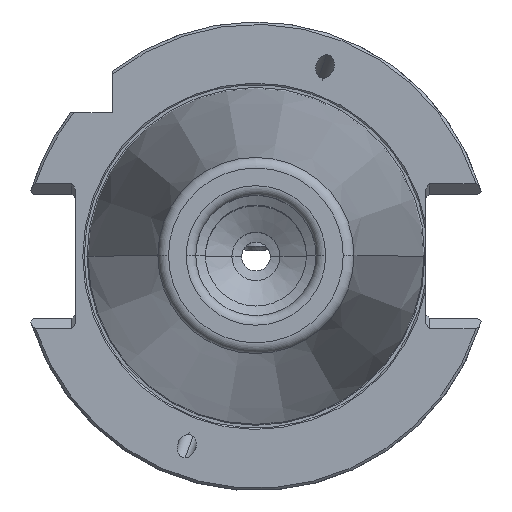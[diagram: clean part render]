
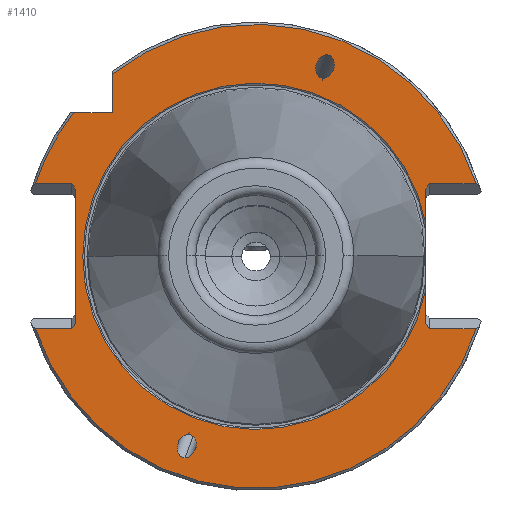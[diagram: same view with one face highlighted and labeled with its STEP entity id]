
A CAD part, top view. The second image highlights one B-rep face of the part: STEP entity #1410.
In plain terms, the highlighted planar face has unit normal (0, 0, 1).
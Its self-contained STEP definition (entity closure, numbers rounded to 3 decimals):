
#956=EDGE_CURVE('NONE',#2680,#1176,#2810,.T.);
#1160=VERTEX_POINT('NONE',#3029);
#1170=EDGE_CURVE('NONE',#1560,#2746,#3039,.T.);
#1174=VERTEX_POINT('NONE',#3043);
#1176=VERTEX_POINT('NONE',#3045);
#1236=VERTEX_POINT('NONE',#3118);
#1238=EDGE_CURVE('NONE',#1566,#1594,#3120,.T.);
#1264=EDGE_CURVE('NONE',#1566,#2344,#3148,.T.);
#1296=VERTEX_POINT('NONE',#3185);
#1312=EDGE_CURVE('NONE',#1598,#2736,#3204,.T.);
#1332=VERTEX_POINT('NONE',#3226);
#1364=EDGE_CURVE('NONE',#2012,#2736,#3261,.T.);
#1410=ADVANCED_FACE('NONE',(#3314,#3315,#3316),#3317,.F.);
#1560=VERTEX_POINT('NONE',#3483);
#1566=VERTEX_POINT('NONE',#3490);
#1594=VERTEX_POINT('NONE',#3520);
#1598=VERTEX_POINT('NONE',#3524);
#1698=VERTEX_POINT('NONE',#3633);
#1830=VERTEX_POINT('NONE',#3786);
#1856=EDGE_CURVE('NONE',#2314,#2644,#3814,.T.);
#1940=EDGE_CURVE('NONE',#2012,#2130,#3906,.T.);
#1968=EDGE_CURVE('NONE',#1160,#1296,#3936,.T.);
#1970=EDGE_CURVE('NONE',#1236,#2130,#3938,.T.);
#1976=EDGE_CURVE('NONE',#1698,#1830,#3944,.T.);
#1984=EDGE_CURVE('NONE',#1594,#2644,#3954,.T.);
#2012=VERTEX_POINT('NONE',#3983);
#2014=EDGE_CURVE('NONE',#2344,#1174,#3985,.T.);
#2130=VERTEX_POINT('NONE',#4112);
#2174=EDGE_CURVE('NONE',#1830,#2314,#4163,.T.);
#2188=VERTEX_POINT('NONE',#4179);
#2284=VERTEX_POINT('NONE',#4285);
#2314=VERTEX_POINT('NONE',#4317);
#2340=EDGE_CURVE('NONE',#2188,#2746,#4347,.T.);
#2344=VERTEX_POINT('NONE',#4353);
#2360=EDGE_CURVE('NONE',#1236,#1698,#4369,.T.);
#2412=EDGE_CURVE('NONE',#1598,#1332,#4426,.T.);
#2492=EDGE_CURVE('NONE',#1176,#2680,#4517,.T.);
#2616=EDGE_CURVE('NONE',#2284,#1560,#4655,.T.);
#2644=VERTEX_POINT('NONE',#4685);
#2674=EDGE_CURVE('NONE',#2284,#1332,#4719,.T.);
#2680=VERTEX_POINT('NONE',#4726);
#2724=EDGE_CURVE('NONE',#1174,#2188,#4778,.T.);
#2736=VERTEX_POINT('NONE',#4792);
#2746=VERTEX_POINT('NONE',#4802);
#2756=EDGE_CURVE('NONE',#1296,#1160,#4812,.T.);
#2810=(B_SPLINE_CURVE(3,(#4864,#4865,#4866,#4867),.UNSPECIFIED.,.F.,.F.)B_SPLINE_CURVE_WITH_KNOTS((4,4),(6.011,9.153),.UNSPECIFIED.)RATIONAL_B_SPLINE_CURVE((1.0,0.333,0.333,1.0))BOUNDED_CURVE()REPRESENTATION_ITEM('')GEOMETRIC_REPRESENTATION_ITEM()CURVE());
#3029=CARTESIAN_POINT('',(14.027,37.047,-1.5));
#3039=LINE('',#5237,#5238);
#3043=CARTESIAN_POINT('',(36.05,15.05,-1.5));
#3045=CARTESIAN_POINT('',(-14.027,-37.047,-1.5));
#3118=CARTESIAN_POINT('',(-45.816,-15.05,-1.5));
#3120=CIRCLE('',#5336,36.0);
#3148=LINE('',#5377,#5378);
#3185=CARTESIAN_POINT('',(14.702,41.887,-1.5));
#3204=LINE('',#5450,#5451);
#3226=CARTESIAN_POINT('',(-45.816,15.05,-1.5));
#3261=LINE('',#5541,#5542);
#3314=FACE_OUTER_BOUND('',#5652,.T.);
#3315=FACE_BOUND('',#5653,.T.);
#3316=FACE_BOUND('',#5654,.T.);
#3317=PLANE('',#5655);
#3483=CARTESIAN_POINT('',(-29.85,29.85,-1.5));
#3490=CARTESIAN_POINT('',(35.3,7.065,-1.5));
#3520=CARTESIAN_POINT('',(-36.0,0.,-1.5));
#3524=CARTESIAN_POINT('',(-38.25,15.05,-1.5));
#3633=CARTESIAN_POINT('',(45.816,-15.05,-1.5));
#3786=CARTESIAN_POINT('',(36.05,-15.05,-1.5));
#3814=LINE('',#6441,#6442);
#3906=LINE('',#6610,#6611);
#3936=(B_SPLINE_CURVE(3,(#6662,#6663,#6664,#6665),.UNSPECIFIED.,.F.,.F.)B_SPLINE_CURVE_WITH_KNOTS((4,4),(2.87,6.011),.UNSPECIFIED.)RATIONAL_B_SPLINE_CURVE((1.0,0.333,0.333,1.0))BOUNDED_CURVE()REPRESENTATION_ITEM('')GEOMETRIC_REPRESENTATION_ITEM()CURVE());
#3938=LINE('',#6674,#6675);
#3944=LINE('',#6693,#6694);
#3954=CIRCLE('',#6707,36.0);
#3983=CARTESIAN_POINT('',(-37.5,-13.989,-1.5));
#3985=LINE('',#6760,#6761);
#4112=CARTESIAN_POINT('',(-38.25,-15.05,-1.5));
#4163=LINE('',#6999,#7000);
#4179=CARTESIAN_POINT('',(45.816,15.05,-1.5));
#4285=CARTESIAN_POINT('',(-37.876,29.85,-1.5));
#4317=CARTESIAN_POINT('',(35.3,-13.989,-1.5));
#4347=CIRCLE('',#7340,48.225);
#4353=CARTESIAN_POINT('',(35.3,13.989,-1.5));
#4369=CIRCLE('',#7366,48.225);
#4426=LINE('',#7454,#7455);
#4517=(B_SPLINE_CURVE(3,(#7576,#7577,#7578,#7579),.UNSPECIFIED.,.F.,.F.)B_SPLINE_CURVE_WITH_KNOTS((4,4),(2.87,6.011),.UNSPECIFIED.)RATIONAL_B_SPLINE_CURVE((1.0,0.333,0.333,1.0))BOUNDED_CURVE()REPRESENTATION_ITEM('')GEOMETRIC_REPRESENTATION_ITEM()CURVE());
#4655=LINE('',#7819,#7820);
#4685=CARTESIAN_POINT('',(35.3,-7.065,-1.5));
#4719=CIRCLE('',#7984,48.225);
#4726=CARTESIAN_POINT('',(-14.702,-41.887,-1.5));
#4778=LINE('',#8092,#8093);
#4792=CARTESIAN_POINT('',(-37.5,13.989,-1.5));
#4802=CARTESIAN_POINT('',(-29.85,37.876,-1.5));
#4812=(B_SPLINE_CURVE(3,(#8139,#8140,#8141,#8142),.UNSPECIFIED.,.F.,.F.)B_SPLINE_CURVE_WITH_KNOTS((4,4),(6.011,9.153),.UNSPECIFIED.)RATIONAL_B_SPLINE_CURVE((1.0,0.333,0.333,1.0))BOUNDED_CURVE()REPRESENTATION_ITEM('')GEOMETRIC_REPRESENTATION_ITEM()CURVE());
#4864=CARTESIAN_POINT('',(-14.702,-41.887,-1.5));
#4865=CARTESIAN_POINT('',(-18.598,-41.887,-1.5));
#4866=CARTESIAN_POINT('',(-17.923,-37.047,-1.5));
#4867=CARTESIAN_POINT('',(-14.027,-37.047,-1.5));
#5237=CARTESIAN_POINT('',(-29.85,29.85,-1.5));
#5238=VECTOR('',#8415,1000.0);
#5336=AXIS2_PLACEMENT_3D('',#8561,#8562,#8563);
#5377=CARTESIAN_POINT('',(35.3,-35.144,-1.5));
#5378=VECTOR('',#8596,1000.0);
#5450=CARTESIAN_POINT('',(-1.838,-36.444,-1.5));
#5451=VECTOR('',#8681,1000.0);
#5541=CARTESIAN_POINT('',(-37.5,-35.144,-1.5));
#5542=VECTOR('',#8736,1000.0);
#5652=EDGE_LOOP('',(#8805,#8806,#8807,#8808,#8809,#8810,#8811,#8812,#8813,#8814,#8815,#8816,#8817,#8818,#8819,#8820,#8821,#8822));
#5653=EDGE_LOOP('',(#8823,#8824));
#5654=EDGE_LOOP('',(#8825,#8826));
#5655=AXIS2_PLACEMENT_3D('',#8827,#8828,#8829);
#6441=CARTESIAN_POINT('',(35.3,-35.144,-1.5));
#6442=VECTOR('',#9386,1000.0);
#6610=CARTESIAN_POINT('',(-34.972,-10.415,-1.5));
#6611=VECTOR('',#9487,1000.0);
#6662=CARTESIAN_POINT('',(14.027,37.047,-1.5));
#6663=CARTESIAN_POINT('',(10.132,37.047,-1.5));
#6664=CARTESIAN_POINT('',(10.807,41.887,-1.5));
#6665=CARTESIAN_POINT('',(14.702,41.887,-1.5));
#6674=CARTESIAN_POINT('',(0.,-15.05,-1.5));
#6675=VECTOR('',#9512,1000.0);
#6693=CARTESIAN_POINT('',(0.,-15.05,-1.5));
#6694=VECTOR('',#9516,1000.0);
#6707=AXIS2_PLACEMENT_3D('',#9534,#9535,#9536);
#6760=CARTESIAN_POINT('',(0.372,-35.407,-1.5));
#6761=VECTOR('',#9560,1000.0);
#6999=CARTESIAN_POINT('',(33.506,-11.452,-1.5));
#7000=VECTOR('',#9755,1000.0);
#7340=AXIS2_PLACEMENT_3D('',#9964,#9965,#9966);
#7366=AXIS2_PLACEMENT_3D('',#9979,#9980,#9981);
#7454=CARTESIAN_POINT('',(0.,15.05,-1.5));
#7455=VECTOR('',#10043,1000.0);
#7576=CARTESIAN_POINT('',(-14.027,-37.047,-1.5));
#7577=CARTESIAN_POINT('',(-10.132,-37.047,-1.5));
#7578=CARTESIAN_POINT('',(-10.807,-41.887,-1.5));
#7579=CARTESIAN_POINT('',(-14.702,-41.887,-1.5));
#7819=CARTESIAN_POINT('',(-49.85,29.85,-1.5));
#7820=VECTOR('',#10324,1000.0);
#7984=AXIS2_PLACEMENT_3D('',#10385,#10386,#10387);
#8092=CARTESIAN_POINT('',(0.,15.05,-1.5));
#8093=VECTOR('',#10469,1000.0);
#8139=CARTESIAN_POINT('',(14.702,41.887,-1.5));
#8140=CARTESIAN_POINT('',(18.598,41.887,-1.5));
#8141=CARTESIAN_POINT('',(17.923,37.047,-1.5));
#8142=CARTESIAN_POINT('',(14.027,37.047,-1.5));
#8415=DIRECTION('',(0.,1.0,0.));
#8561=CARTESIAN_POINT('',(0.,0.,-1.5));
#8562=DIRECTION('',(0.,0.,1.0));
#8563=DIRECTION('',(1.0,0.,0.));
#8596=DIRECTION('',(0.,1.0,0.));
#8681=DIRECTION('',(0.577,-0.816,0.));
#8736=DIRECTION('',(0.,1.0,0.));
#8805=ORIENTED_EDGE('',*,*,#1970,.F.);
#8806=ORIENTED_EDGE('',*,*,#2360,.T.);
#8807=ORIENTED_EDGE('',*,*,#1976,.T.);
#8808=ORIENTED_EDGE('',*,*,#2174,.T.);
#8809=ORIENTED_EDGE('',*,*,#1856,.T.);
#8810=ORIENTED_EDGE('',*,*,#1984,.F.);
#8811=ORIENTED_EDGE('',*,*,#1238,.F.);
#8812=ORIENTED_EDGE('',*,*,#1264,.T.);
#8813=ORIENTED_EDGE('',*,*,#2014,.T.);
#8814=ORIENTED_EDGE('',*,*,#2724,.T.);
#8815=ORIENTED_EDGE('',*,*,#2340,.T.);
#8816=ORIENTED_EDGE('',*,*,#1170,.F.);
#8817=ORIENTED_EDGE('',*,*,#2616,.F.);
#8818=ORIENTED_EDGE('',*,*,#2674,.T.);
#8819=ORIENTED_EDGE('',*,*,#2412,.F.);
#8820=ORIENTED_EDGE('',*,*,#1312,.T.);
#8821=ORIENTED_EDGE('',*,*,#1364,.F.);
#8822=ORIENTED_EDGE('',*,*,#1940,.T.);
#8823=ORIENTED_EDGE('',*,*,#956,.T.);
#8824=ORIENTED_EDGE('',*,*,#2492,.T.);
#8825=ORIENTED_EDGE('',*,*,#2756,.T.);
#8826=ORIENTED_EDGE('',*,*,#1968,.T.);
#8827=CARTESIAN_POINT('',(0.,-35.144,-1.5));
#8828=DIRECTION('',(0.,0.,-1.0));
#8829=DIRECTION('',(0.,-1.0,0.));
#9386=DIRECTION('',(0.,1.0,0.));
#9487=DIRECTION('',(-0.577,-0.816,0.));
#9512=DIRECTION('',(1.0,0.,0.));
#9516=DIRECTION('',(-1.0,0.,0.));
#9534=CARTESIAN_POINT('',(0.,0.,-1.5));
#9535=DIRECTION('',(0.,0.,1.0));
#9536=DIRECTION('',(1.0,0.,0.));
#9560=DIRECTION('',(0.577,0.816,0.));
#9755=DIRECTION('',(-0.577,0.816,0.));
#9964=CARTESIAN_POINT('',(0.,0.,-1.5));
#9965=DIRECTION('',(0.,0.,1.0));
#9966=DIRECTION('',(1.0,0.,0.));
#9979=CARTESIAN_POINT('',(0.,0.,-1.5));
#9980=DIRECTION('',(0.,0.,1.0));
#9981=DIRECTION('',(1.0,0.,0.));
#10043=DIRECTION('',(-1.0,0.,0.));
#10324=DIRECTION('',(1.0,0.,0.));
#10385=CARTESIAN_POINT('',(0.,0.,-1.5));
#10386=DIRECTION('',(0.,0.,1.0));
#10387=DIRECTION('',(1.0,0.,0.));
#10469=DIRECTION('',(1.0,0.,0.));
